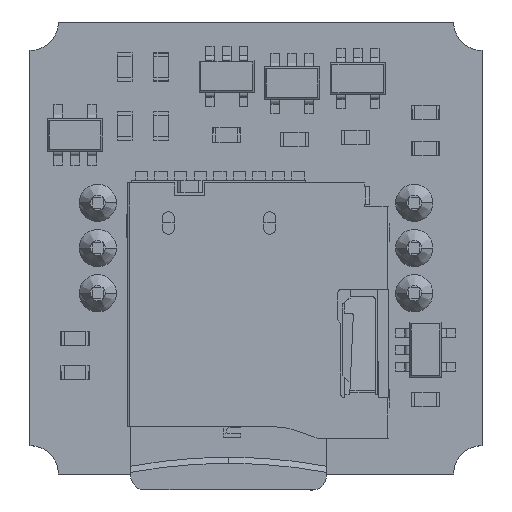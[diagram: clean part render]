
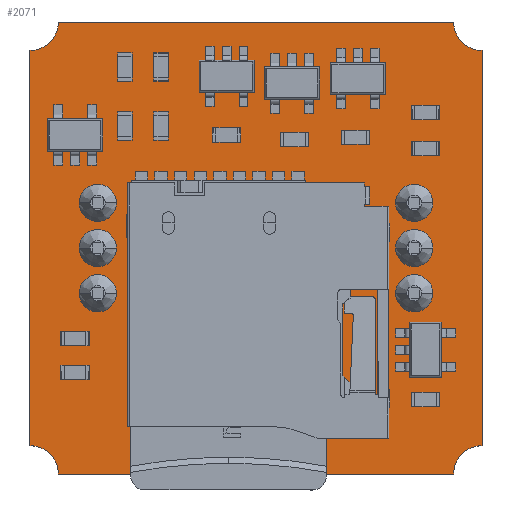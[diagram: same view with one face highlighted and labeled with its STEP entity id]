
A CAD part, top view. The second image highlights one B-rep face of the part: STEP entity #2071.
In plain terms, the highlighted planar face has unit normal (0, 0, 1).
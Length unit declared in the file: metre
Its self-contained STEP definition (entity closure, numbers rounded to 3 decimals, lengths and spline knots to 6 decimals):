
#2071=ADVANCED_FACE('1:602',(#4437,#4438,#4439,#4440,#4441,#4442,#4443),#4444,.T.);
#4437=FACE_BOUND('',#7432,.T.);
#4438=FACE_BOUND('',#7433,.T.);
#4439=FACE_BOUND('',#7434,.T.);
#4440=FACE_BOUND('',#7435,.T.);
#4441=FACE_BOUND('',#7436,.T.);
#4442=FACE_BOUND('',#7437,.T.);
#4443=FACE_OUTER_BOUND('',#7438,.T.);
#4444=PLANE('',#7439);
#7432=EDGE_LOOP('',(#10980,#10981));
#7433=EDGE_LOOP('',(#10982,#10983));
#7434=EDGE_LOOP('',(#10984,#10985));
#7435=EDGE_LOOP('',(#10986,#10987));
#7436=EDGE_LOOP('',(#10988,#10989));
#7437=EDGE_LOOP('',(#10990,#10991));
#7438=EDGE_LOOP('',(#10992,#10993,#10994,#10995,#10996,#10997,#10998,#10999));
#7439=AXIS2_PLACEMENT_3D('',#11000,#11001,#11002);
#10980=ORIENTED_EDGE('',*,*,#19219,.T.);
#10981=ORIENTED_EDGE('',*,*,#19142,.T.);
#10982=ORIENTED_EDGE('',*,*,#19216,.T.);
#10983=ORIENTED_EDGE('',*,*,#19147,.T.);
#10984=ORIENTED_EDGE('',*,*,#19213,.T.);
#10985=ORIENTED_EDGE('',*,*,#19152,.T.);
#10986=ORIENTED_EDGE('',*,*,#19210,.T.);
#10987=ORIENTED_EDGE('',*,*,#19157,.T.);
#10988=ORIENTED_EDGE('',*,*,#19207,.T.);
#10989=ORIENTED_EDGE('',*,*,#19162,.T.);
#10990=ORIENTED_EDGE('',*,*,#19204,.T.);
#10991=ORIENTED_EDGE('',*,*,#19167,.T.);
#10992=ORIENTED_EDGE('',*,*,#19201,.T.);
#10993=ORIENTED_EDGE('',*,*,#19173,.T.);
#10994=ORIENTED_EDGE('',*,*,#19178,.F.);
#10995=ORIENTED_EDGE('',*,*,#19182,.T.);
#10996=ORIENTED_EDGE('',*,*,#19186,.T.);
#10997=ORIENTED_EDGE('',*,*,#19190,.T.);
#10998=ORIENTED_EDGE('',*,*,#19194,.F.);
#10999=ORIENTED_EDGE('',*,*,#19198,.T.);
#11000=CARTESIAN_POINT('',(0.0127,0.0127,0.0015));
#11001=DIRECTION('',(0.,0.,1.0));
#11002=DIRECTION('',(1.0,0.0,0.));
#19142=EDGE_CURVE('1:710',#22668,#22665,#22669,.T.);
#19147=EDGE_CURVE('1:704',#22677,#22674,#22678,.T.);
#19152=EDGE_CURVE('1:698',#22686,#22683,#22687,.T.);
#19157=EDGE_CURVE('1:692',#22695,#22692,#22696,.T.);
#19162=EDGE_CURVE('1:686',#22704,#22701,#22705,.T.);
#19167=EDGE_CURVE('1:680',#22713,#22710,#22714,.T.);
#19173=EDGE_CURVE('1:611',#22724,#22722,#22725,.T.);
#19178=EDGE_CURVE('1:623',#22730,#22722,#22732,.T.);
#19182=EDGE_CURVE('1:632',#22730,#22736,#22738,.T.);
#19186=EDGE_CURVE('1:641',#22736,#22742,#22744,.T.);
#19190=EDGE_CURVE('1:650',#22742,#22748,#22750,.T.);
#19194=EDGE_CURVE('1:659',#22754,#22748,#22756,.T.);
#19198=EDGE_CURVE('1:668',#22754,#22760,#22762,.T.);
#19201=EDGE_CURVE('1:674',#22760,#22724,#22765,.T.);
#19204=EDGE_CURVE('1:680',#22710,#22713,#22768,.T.);
#19207=EDGE_CURVE('1:686',#22701,#22704,#22771,.T.);
#19210=EDGE_CURVE('1:692',#22692,#22695,#22774,.T.);
#19213=EDGE_CURVE('1:698',#22683,#22686,#22777,.T.);
#19216=EDGE_CURVE('1:704',#22674,#22677,#22780,.T.);
#19219=EDGE_CURVE('1:710',#22665,#22668,#22783,.T.);
#22665=VERTEX_POINT('',#27899);
#22668=VERTEX_POINT('',#27903);
#22669=CIRCLE('',#27904,0.0005);
#22674=VERTEX_POINT('',#27910);
#22677=VERTEX_POINT('',#27914);
#22678=CIRCLE('',#27915,0.0005);
#22683=VERTEX_POINT('',#27921);
#22686=VERTEX_POINT('',#27925);
#22687=CIRCLE('',#27926,0.0005);
#22692=VERTEX_POINT('',#27932);
#22695=VERTEX_POINT('',#27936);
#22696=CIRCLE('',#27937,0.0005);
#22701=VERTEX_POINT('',#27943);
#22704=VERTEX_POINT('',#27947);
#22705=CIRCLE('',#27948,0.0005);
#22710=VERTEX_POINT('',#27954);
#22713=VERTEX_POINT('',#27958);
#22714=CIRCLE('',#27959,0.0005);
#22722=VERTEX_POINT('',#27969);
#22724=VERTEX_POINT('',#27972);
#22725=LINE('',#27973,#27974);
#22730=VERTEX_POINT('',#27980);
#22732=CIRCLE('',#27983,0.0016);
#22736=VERTEX_POINT('',#27988);
#22738=LINE('',#27991,#27992);
#22742=VERTEX_POINT('',#27996);
#22744=CIRCLE('',#27999,0.0016);
#22748=VERTEX_POINT('',#28004);
#22750=LINE('',#28007,#28008);
#22754=VERTEX_POINT('',#28012);
#22756=CIRCLE('',#28015,0.0016);
#22760=VERTEX_POINT('',#28020);
#22762=LINE('',#28023,#28024);
#22765=CIRCLE('',#28027,0.0016);
#22768=CIRCLE('',#28030,0.0005);
#22771=CIRCLE('',#28033,0.0005);
#22774=CIRCLE('',#28036,0.0005);
#22777=CIRCLE('',#28039,0.0005);
#22780=CIRCLE('',#28042,0.0005);
#22783=CIRCLE('',#28045,0.0005);
#27899=CARTESIAN_POINT('',(0.01016,0.02209,0.0015));
#27903=CARTESIAN_POINT('',(0.01016,0.02109,0.0015));
#27904=AXIS2_PLACEMENT_3D('',#35004,#35005,#35006);
#27910=CARTESIAN_POINT('',(0.0127,0.02209,0.0015));
#27914=CARTESIAN_POINT('',(0.0127,0.02109,0.0015));
#27915=AXIS2_PLACEMENT_3D('',#35012,#35013,#35014);
#27921=CARTESIAN_POINT('',(0.01524,0.02209,0.0015));
#27925=CARTESIAN_POINT('',(0.01524,0.02109,0.0015));
#27926=AXIS2_PLACEMENT_3D('',#35020,#35021,#35022);
#27932=CARTESIAN_POINT('',(0.01016,0.00431,0.0015));
#27936=CARTESIAN_POINT('',(0.01016,0.00331,0.0015));
#27937=AXIS2_PLACEMENT_3D('',#35028,#35029,#35030);
#27943=CARTESIAN_POINT('',(0.01524,0.00431,0.0015));
#27947=CARTESIAN_POINT('',(0.01524,0.00331,0.0015));
#27948=AXIS2_PLACEMENT_3D('',#35036,#35037,#35038);
#27954=CARTESIAN_POINT('',(0.0127,0.00431,0.0015));
#27958=CARTESIAN_POINT('',(0.0127,0.00331,0.0015));
#27959=AXIS2_PLACEMENT_3D('',#35044,#35045,#35046);
#27969=CARTESIAN_POINT('',(0.,0.0016,0.0015));
#27972=CARTESIAN_POINT('',(0.,0.0238,0.0015));
#27973=CARTESIAN_POINT('',(0.,0.0238,0.0015));
#27974=VECTOR('',#35053,1.0);
#27980=CARTESIAN_POINT('',(0.0016,0.,0.0015));
#27983=AXIS2_PLACEMENT_3D('',#35059,#35060,#35061);
#27988=CARTESIAN_POINT('',(0.0238,0.0,0.0015));
#27991=CARTESIAN_POINT('',(0.0016,0.0,0.0015));
#27992=VECTOR('',#35064,1.0);
#27996=CARTESIAN_POINT('',(0.0254,0.0016,0.0015));
#27999=AXIS2_PLACEMENT_3D('',#35069,#35070,#35071);
#28004=CARTESIAN_POINT('',(0.0254,0.0238,0.0015));
#28007=CARTESIAN_POINT('',(0.0254,0.0016,0.0015));
#28008=VECTOR('',#35074,1.0);
#28012=CARTESIAN_POINT('',(0.0238,0.0254,0.0015));
#28015=AXIS2_PLACEMENT_3D('',#35079,#35080,#35081);
#28020=CARTESIAN_POINT('',(0.0016,0.0254,0.0015));
#28023=CARTESIAN_POINT('',(0.0238,0.0254,0.0015));
#28024=VECTOR('',#35084,1.0);
#28027=AXIS2_PLACEMENT_3D('',#35088,#35089,#35090);
#28030=AXIS2_PLACEMENT_3D('',#35094,#35095,#35096);
#28033=AXIS2_PLACEMENT_3D('',#35100,#35101,#35102);
#28036=AXIS2_PLACEMENT_3D('',#35106,#35107,#35108);
#28039=AXIS2_PLACEMENT_3D('',#35112,#35113,#35114);
#28042=AXIS2_PLACEMENT_3D('',#35118,#35119,#35120);
#28045=AXIS2_PLACEMENT_3D('',#35124,#35125,#35126);
#35004=CARTESIAN_POINT('',(0.01016,0.02159,0.0015));
#35005=DIRECTION('',(0.,0.,-1.0));
#35006=DIRECTION('',(0.,1.0,0.));
#35012=CARTESIAN_POINT('',(0.0127,0.02159,0.0015));
#35013=DIRECTION('',(0.,0.,-1.0));
#35014=DIRECTION('',(0.,1.0,0.));
#35020=CARTESIAN_POINT('',(0.01524,0.02159,0.0015));
#35021=DIRECTION('',(0.,0.0,-1.0));
#35022=DIRECTION('',(-0.0,1.0,0.0));
#35028=CARTESIAN_POINT('',(0.01016,0.00381,0.0015));
#35029=DIRECTION('',(0.,0.0,-1.0));
#35030=DIRECTION('',(-0.0,1.0,0.0));
#35036=CARTESIAN_POINT('',(0.01524,0.00381,0.0015));
#35037=DIRECTION('',(0.,0.,-1.0));
#35038=DIRECTION('',(0.,1.0,0.0));
#35044=CARTESIAN_POINT('',(0.0127,0.00381,0.0015));
#35045=DIRECTION('',(0.,0.0,-1.0));
#35046=DIRECTION('',(-0.0,1.0,0.0));
#35053=DIRECTION('',(0.,-1.0,0.0));
#35059=CARTESIAN_POINT('',(0.,0.,0.0015));
#35060=DIRECTION('',(-0.0,0.0,1.0));
#35061=DIRECTION('',(1.0,0.,0.0));
#35064=DIRECTION('',(1.0,0.0,0.0));
#35069=CARTESIAN_POINT('',(0.0254,0.,0.0015));
#35070=DIRECTION('',(-0.0,0.0,-1.0));
#35071=DIRECTION('',(-1.0,0.,0.0));
#35074=DIRECTION('',(0.0,1.0,0.0));
#35079=CARTESIAN_POINT('',(0.0254,0.0254,0.0015));
#35080=DIRECTION('',(0.0,0.0,1.0));
#35081=DIRECTION('',(-1.0,0.,0.0));
#35084=DIRECTION('',(-1.0,0.0,0.0));
#35088=CARTESIAN_POINT('',(0.,0.0254,0.0015));
#35089=DIRECTION('',(0.0,0.0,-1.0));
#35090=DIRECTION('',(1.0,0.,0.0));
#35094=CARTESIAN_POINT('',(0.0127,0.00381,0.0015));
#35095=DIRECTION('',(0.,0.0,-1.0));
#35096=DIRECTION('',(-0.0,1.0,0.0));
#35100=CARTESIAN_POINT('',(0.01524,0.00381,0.0015));
#35101=DIRECTION('',(0.,0.,-1.0));
#35102=DIRECTION('',(0.,1.0,0.0));
#35106=CARTESIAN_POINT('',(0.01016,0.00381,0.0015));
#35107=DIRECTION('',(0.,0.0,-1.0));
#35108=DIRECTION('',(-0.0,1.0,0.0));
#35112=CARTESIAN_POINT('',(0.01524,0.02159,0.0015));
#35113=DIRECTION('',(0.,0.0,-1.0));
#35114=DIRECTION('',(-0.0,1.0,0.0));
#35118=CARTESIAN_POINT('',(0.0127,0.02159,0.0015));
#35119=DIRECTION('',(0.,0.,-1.0));
#35120=DIRECTION('',(0.,1.0,0.));
#35124=CARTESIAN_POINT('',(0.01016,0.02159,0.0015));
#35125=DIRECTION('',(0.,0.,-1.0));
#35126=DIRECTION('',(0.,1.0,0.));
